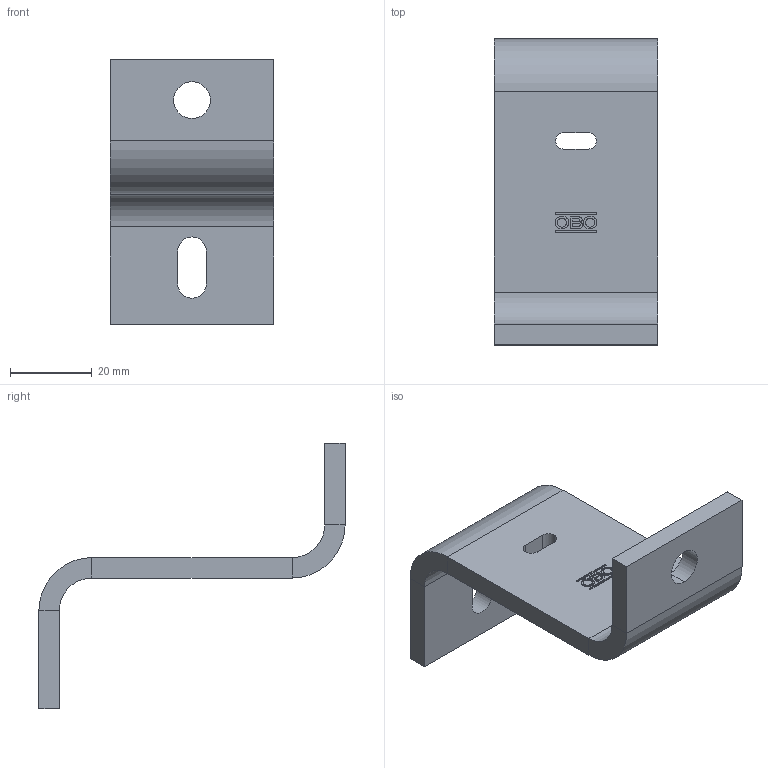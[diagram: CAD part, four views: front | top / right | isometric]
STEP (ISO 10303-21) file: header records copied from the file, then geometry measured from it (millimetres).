
FILE_DESCRIPTION (( 'STEP AP214' ), '1' );
FILE_NAME ('6044603_KSTP1.stp', '2018-08-30T14:08:39', ( '' ), ( '' ), 'SwSTEP 2.0', 'SolidWorks 2016', '' );
FILE_SCHEMA (( 'AUTOMOTIVE_DESIGN' ));
Length unit declared in the file: millimetre
Products named in the file (1): 6044603_KSTP1
Bounding box: 40 x 75 x 65 mm (x, y, z)
Volume: 24216.8 mm3; surface area: 11832.7 mm2
Topology: 1 solids, 1 shells, 84 faces, 203 edges, 130 vertices
Faces by surface type: plane 48, cylinder 32, bspline 4
Entity records: 2501 total; most frequent: CARTESIAN_POINT 470, DIRECTION 421, ORIENTED_EDGE 406, EDGE_CURVE 203, AXIS2_PLACEMENT_3D 145, VECTOR 131, LINE 131, VERTEX_POINT 130
